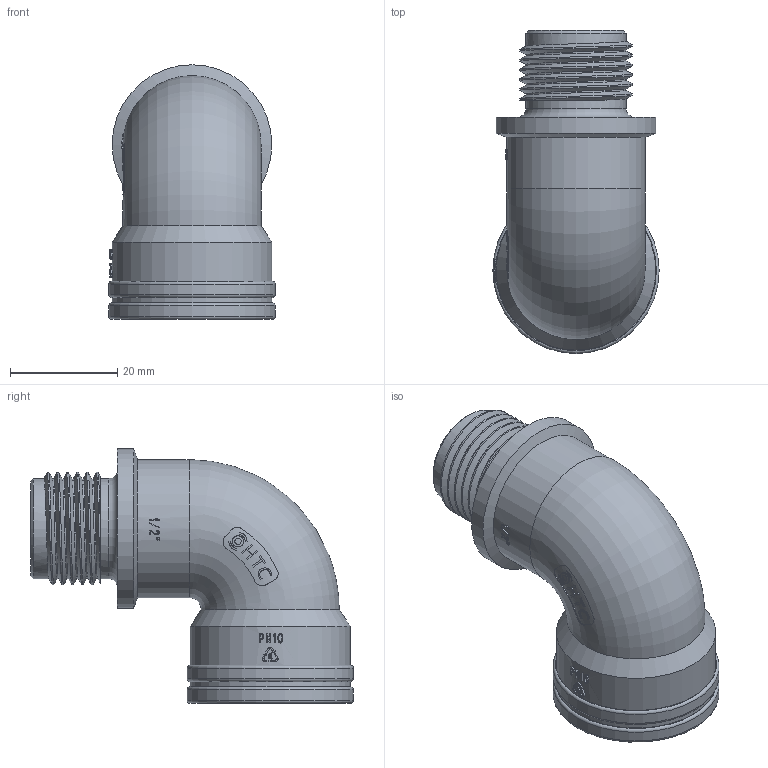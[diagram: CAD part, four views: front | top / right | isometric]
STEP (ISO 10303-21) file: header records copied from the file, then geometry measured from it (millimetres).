
FILE_DESCRIPTION(/* description */ (''),/* implementation_level */ '2;1');
FILE_NAME(/* name */ '1-2弯.stp',/* time_stamp */ '2025-03-22T17:16:50+08:00',/* author */ (''),/* organization */ (''),/* preprocessor_version */ 'ST-DEVELOPER v16.7',/* originating_system */ 'SIEMENS PLM Software NX 12.0',/* authorisation */ '');
FILE_SCHEMA (('AUTOMOTIVE_DESIGN { 1 0 10303 214 3 1 1 1 }'));
Length unit declared in the file: millimetre
Products named in the file (1): Admi832CE1CEim8b
Bounding box: 31.01 x 60.2 x 47.47 mm (x, y, z)
Volume: 25580.4 mm3; surface area: 11478.3 mm2
Topology: 1 solids, 1 shells, 523 faces, 1486 edges, 1000 vertices
Faces by surface type: plane 365, cylinder 98, extrusion 31, torus 15, bspline 8, cone 6
Full cylindrical faces by diameter (mm): 1.2 x1, 2.076 x1, 12.12 x2, 18.685 x6, 18.887 x7, 21.21 x1, 25.755 x1, 29.795 x3, 31.007 x2
Entity records: 20393 total; most frequent: CARTESIAN_POINT 7228, ORIENTED_EDGE 2820, DIRECTION 2766, EDGE_CURVE 1410, AXIS2_PLACEMENT_3D 1141, VERTEX_POINT 967, EDGE_LOOP 575, ELLIPSE 522
